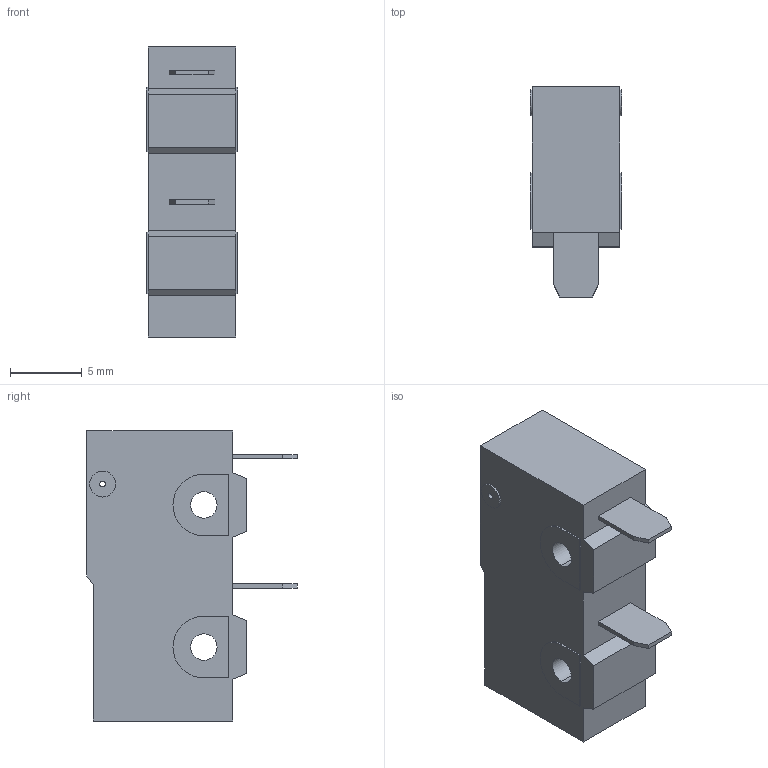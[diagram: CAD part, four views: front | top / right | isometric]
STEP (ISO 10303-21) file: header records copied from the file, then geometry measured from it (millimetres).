
FILE_DESCRIPTION (( 'STEP AP214' ), '1' );
FILE_NAME ('Body.STEP', '2025-07-18T20:10:33', ( '' ), ( '' ), 'SwSTEP 2.0', 'SolidWorks 2016', '' );
FILE_SCHEMA (( 'AUTOMOTIVE_DESIGN' ));
Length unit declared in the file: millimetre
Products named in the file (1): Body
Bounding box: 6.35 x 14.65 x 20.21 mm (x, y, z)
Volume: 1223.8 mm3; surface area: 1028.3 mm2
Topology: 3 solids, 3 shells, 78 faces, 192 edges, 128 vertices
Faces by surface type: plane 64, cylinder 14
Entity records: 2356 total; most frequent: CARTESIAN_POINT 399, ORIENTED_EDGE 384, DIRECTION 382, EDGE_CURVE 192, VECTOR 160, LINE 160, VERTEX_POINT 128, AXIS2_PLACEMENT_3D 111
